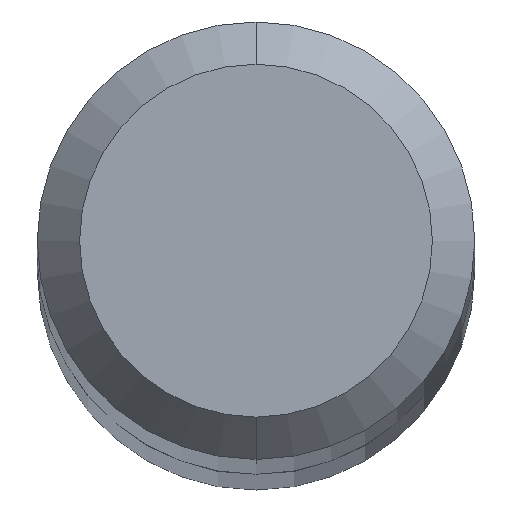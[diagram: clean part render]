
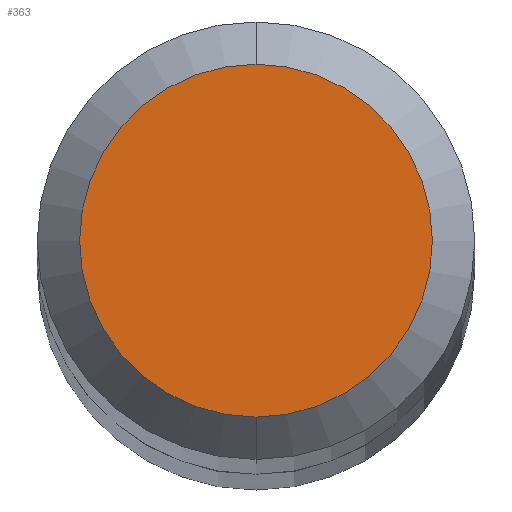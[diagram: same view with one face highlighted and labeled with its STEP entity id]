
A CAD part, top view. The second image highlights one B-rep face of the part: STEP entity #363.
In plain terms, the highlighted planar face has unit normal (0, 0, 1).
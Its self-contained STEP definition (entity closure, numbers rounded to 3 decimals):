
#217=EDGE_CURVE('',#225,#265,#496,.T.);
#225=VERTEX_POINT('',#505);
#265=VERTEX_POINT('',#550);
#273=EDGE_CURVE('',#265,#225,#558,.T.);
#363=ADVANCED_FACE('',(#658),#659,.T.);
#496=CIRCLE('',#884,1.25);
#505=CARTESIAN_POINT('',(0.,-1.25,0.0));
#550=CARTESIAN_POINT('',(0.0,1.25,0.0));
#558=CIRCLE('',#982,1.25);
#658=FACE_OUTER_BOUND('',#1207,.T.);
#659=PLANE('',#1208);
#884=AXIS2_PLACEMENT_3D('',#1360,#1361,#1362);
#982=AXIS2_PLACEMENT_3D('',#1442,#1443,#1444);
#1207=EDGE_LOOP('',(#1554,#1555));
#1208=AXIS2_PLACEMENT_3D('',#1556,#1557,#1558);
#1360=CARTESIAN_POINT('',(0.0,0.0,0.0));
#1361=DIRECTION('',(0.0,0.0,-1.0));
#1362=DIRECTION('',(0.0,1.0,0.0));
#1442=CARTESIAN_POINT('',(0.0,0.0,0.0));
#1443=DIRECTION('',(0.0,0.0,-1.0));
#1444=DIRECTION('',(0.0,1.0,0.0));
#1554=ORIENTED_EDGE('',*,*,#273,.F.);
#1555=ORIENTED_EDGE('',*,*,#217,.F.);
#1556=CARTESIAN_POINT('',(0.0,0.625,0.0));
#1557=DIRECTION('',(-0.0,0.0,1.0));
#1558=DIRECTION('',(0.0,-1.0,0.0));
